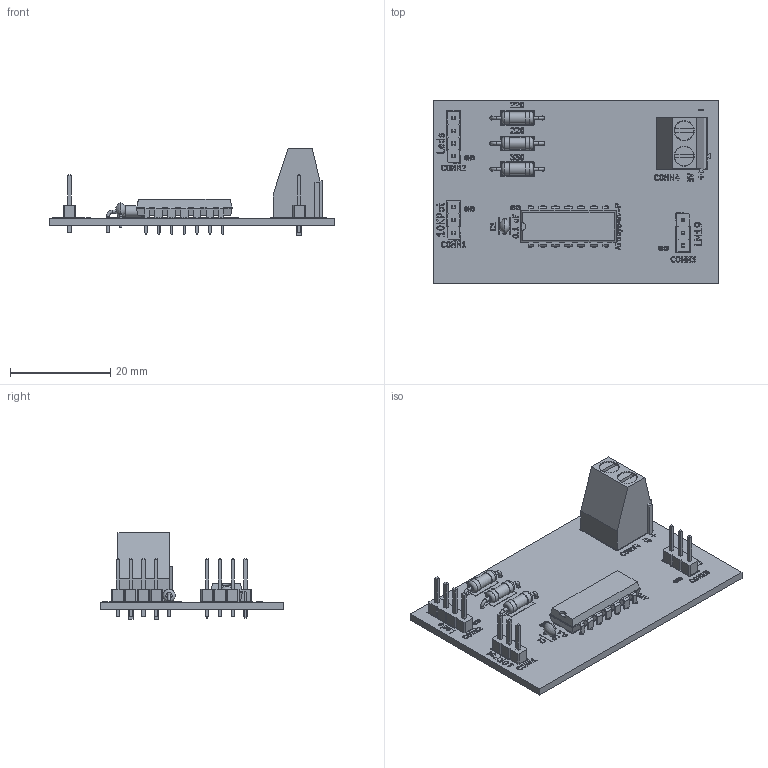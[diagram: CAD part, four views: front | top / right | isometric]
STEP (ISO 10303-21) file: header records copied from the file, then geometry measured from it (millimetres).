
FILE_DESCRIPTION(('KiCad electronic assembly'),'2;1');
FILE_NAME('ATTiny-Carrier.step','2025-12-20T11:10:36',('Pcbnew'),( 'Kicad'),'Open CASCADE STEP processor 7.9','KiCad to STEP converter' ,'Unknown');
FILE_SCHEMA(('AUTOMOTIVE_DESIGN { 1 0 10303 214 1 1 1 1 }'));
Length unit declared in the file: millimetre
Products named in the file (9): ATTiny-Carrier 1; PinHeader_1x03_P2.54mm_Vertical; PinHeader_1x04_P2.54mm_Vertical; R_Axial_DIN0207_L6.3mm_D2.5mm_P10.16mm_Horizontal; C_Disc_D3.0mm_W2.0mm_P2.50mm; DIP-14_W7.62mm; TerminalBlock_Phoenix_MKDS-1,5-2-5.08_1x02_P5.08mm_Horizontal; ATTiny-Carrier_silkscreen; ATTiny-Carrier_PCB
Assembly tree (11 placements, depth 2):
  ATTiny-Carrier 1
    PinHeader_1x03_P2.54mm_Vertical  x2
    PinHeader_1x04_P2.54mm_Vertical
    R_Axial_DIN0207_L6.3mm_D2.5mm_P10.16mm_Horizontal  x3
    C_Disc_D3.0mm_W2.0mm_P2.50mm
    DIP-14_W7.62mm
    TerminalBlock_Phoenix_MKDS-1,5-2-5.08_1x02_P5.08mm_Horizontal
    ATTiny-Carrier_silkscreen
    ATTiny-Carrier_PCB
Bounding box: 56.9 x 36.58 x 17.3 mm (x, y, z)
Volume: 4810.7 mm3; surface area: 7293 mm2
Topology: 10 solids, 104 shells, 788 faces, 3346 edges, 2706 vertices
Faces by surface type: plane 644, cylinder 94, bspline 34, torus 12, revolution 2, sphere 2
Full cylindrical faces by diameter (mm): 0.5 x2, 0.6 x12, 0.8 x22, 1 x10, 1.3 x2, 2.25 x3, 2.5 x6, 3.8 x2, 4 x2
Entity records: 37160 total; most frequent: CARTESIAN_POINT 7012, DIRECTION 5051, ORIENTED_EDGE 4601, EDGE_CURVE 3110, VERTEX_POINT 2562, LINE 2409, VECTOR 2409, AXIS2_PLACEMENT_3D 1320
